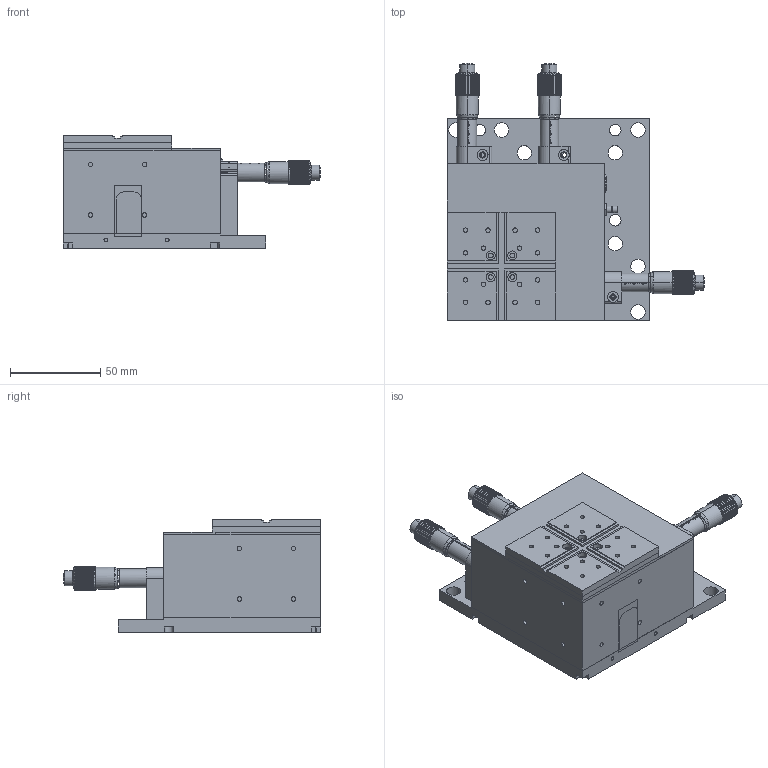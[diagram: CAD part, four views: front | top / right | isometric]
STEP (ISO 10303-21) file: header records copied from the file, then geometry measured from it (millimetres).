
FILE_DESCRIPTION (( 'STEP AP203' ), '1' );
FILE_NAME ('H81A.XYZ20K-B1外形三维-23.02.20.STEP', '2023-02-20T05:51:07', ( 'Windows 用户' ), ( '微软中国' ), 'SwSTEP 2.0', 'SolidWorks 2016', '' );
FILE_SCHEMA (( 'CONFIG_CONTROL_DESIGN' ));
Length unit declared in the file: millimetre
Products named in the file (1): H81A.XYZ20K-B1外形三维-23.02.20
Bounding box: 142.5 x 142.5 x 62.5 mm (x, y, z)
Surface area: 78241.3 mm2 (no closed solid volume)
Topology: 0 solids, 33 shells, 1038 faces, 4581 edges, 3363 vertices
Faces by surface type: cylinder 553, plane 386, cone 72, bspline 19, sphere 8
Entity records: 51604 total; most frequent: CARTESIAN_POINT 16803, ORIENTED_EDGE 6857, DIRECTION 6676, EDGE_CURVE 4505, VERTEX_POINT 3305, AXIS2_PLACEMENT_3D 2354, VECTOR 1968, LINE 1968
